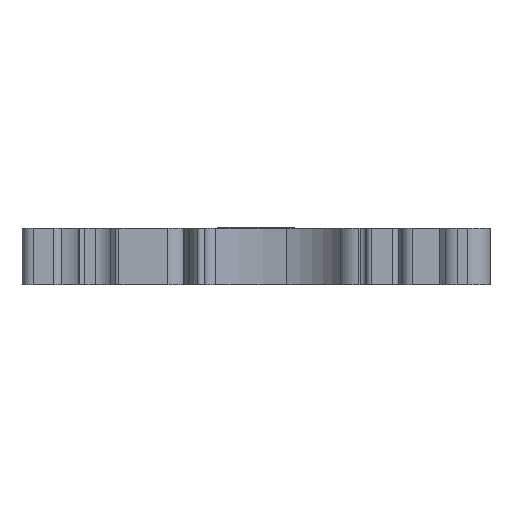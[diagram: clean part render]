
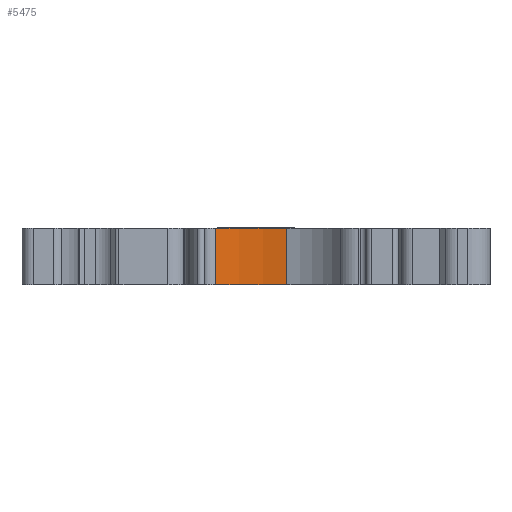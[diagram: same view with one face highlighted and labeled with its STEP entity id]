
A CAD part, front view. The second image highlights one B-rep face of the part: STEP entity #5475.
In plain terms, the highlighted cylindrical face has radius 16.2 mm (diameter 32.4 mm), a partial arc.
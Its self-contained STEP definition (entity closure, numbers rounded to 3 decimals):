
#5475=ADVANCED_FACE('',(#12548),#12550,.F.);
#12548=FACE_BOUND('',#12549,.T.);
#12549=EDGE_LOOP('',(#16343,#16344,#16345,#16346));
#12550=CYLINDRICAL_SURFACE('',#12551,16.2);
#12551=AXIS2_PLACEMENT_3D('',#12552,#12553,#12554);
#12552=CARTESIAN_POINT('',(-0.675,-21.5,-0.55));
#12553=DIRECTION('',(0.,0.,1.));
#12554=DIRECTION('',(1.,0.,0.));
#16343=ORIENTED_EDGE('',*,*,#18984,.F.);
#16344=ORIENTED_EDGE('',*,*,#18985,.F.);
#16345=ORIENTED_EDGE('',*,*,#18986,.F.);
#16346=ORIENTED_EDGE('',*,*,#18983,.T.);
#18983=EDGE_CURVE('',#22440,#22442,#22444,.T.);
#18984=EDGE_CURVE('',#22445,#22442,#22446,.T.);
#18985=EDGE_CURVE('',#22447,#22445,#22448,.T.);
#18986=EDGE_CURVE('',#22440,#22447,#22449,.T.);
#22440=VERTEX_POINT('',#40099);
#22442=VERTEX_POINT('',#40104);
#22444=LINE('',#40109,#40110);
#22445=VERTEX_POINT('',#40112);
#22446=CIRCLE('',#40113,16.2);
#22447=VERTEX_POINT('',#40117);
#22448=LINE('',#40118,#40119);
#22449=CIRCLE('',#40121,16.2);
#40099=CARTESIAN_POINT('',(2.786,-5.674,-5.15));
#40104=CARTESIAN_POINT('',(2.786,-5.674,0.));
#40109=CARTESIAN_POINT('',(2.786,-5.674,-5.15));
#40110=VECTOR('',#40111,1.);
#40111=DIRECTION('',(0.,0.,1.));
#40112=CARTESIAN_POINT('',(-3.685,-5.582,0.));
#40113=AXIS2_PLACEMENT_3D('',#40114,#40115,#40116);
#40114=CARTESIAN_POINT('',(-0.675,-21.5,0.));
#40115=DIRECTION('',(0.,0.,-1.));
#40116=DIRECTION('',(-0.186,0.983,0.));
#40117=CARTESIAN_POINT('',(-3.685,-5.582,-5.15));
#40118=CARTESIAN_POINT('',(-3.685,-5.582,-5.15));
#40119=VECTOR('',#40120,1.);
#40120=DIRECTION('',(0.,0.,1.));
#40121=AXIS2_PLACEMENT_3D('',#40122,#40123,#40124);
#40122=CARTESIAN_POINT('',(-0.675,-21.5,-5.15));
#40123=DIRECTION('',(0.,0.,1.));
#40124=DIRECTION('',(0.214,0.977,0.));
